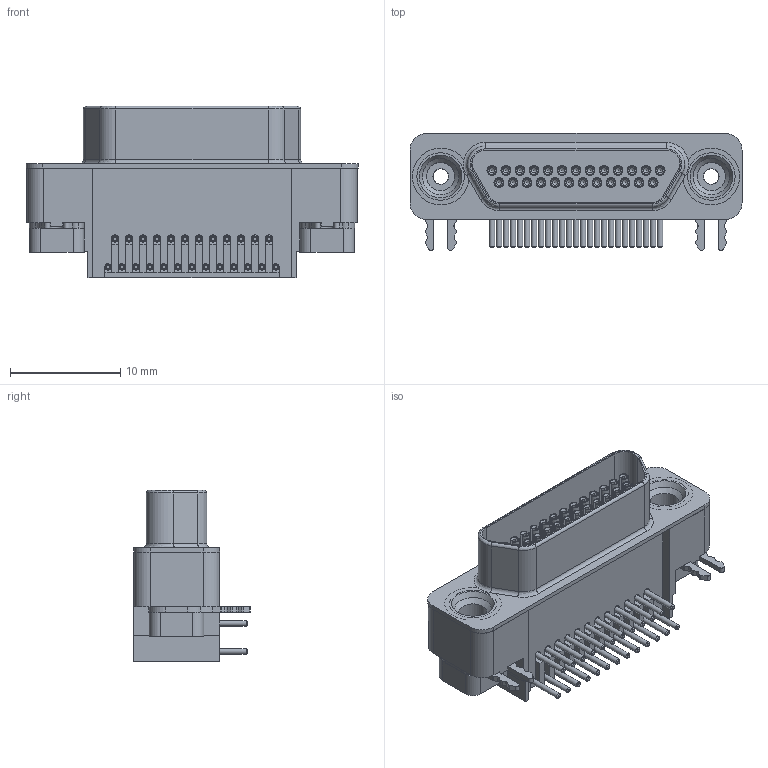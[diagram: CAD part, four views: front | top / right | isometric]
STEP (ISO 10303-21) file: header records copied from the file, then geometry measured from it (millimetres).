
FILE_DESCRIPTION (( 'STEP AP203' ), '1' );
FILE_NAME ('581-M25-213L461.STEP', '2020-07-06T18:49:11', ( '' ), ( '' ), 'SwSTEP 2.0', 'SolidWorks 2020', '' );
FILE_SCHEMA (( 'CONFIG_CONTROL_DESIGN' ));
Length unit declared in the file: millimetre
Products named in the file (1): 581-M25-213L461
Bounding box: 30.1 x 10.6 x 15.55 mm (x, y, z)
Volume: 1969 mm3; surface area: 5089.8 mm2
Topology: 32 solids, 32 shells, 1179 faces, 3111 edges, 2052 vertices
Faces by surface type: plane 651, cylinder 344, cone 114, bspline 70
Full cylindrical faces by diameter (mm): 0.5 x75, 0.7 x25, 0.85 x25, 0.9 x25, 1 x50, 1.42 x10, 2.55 x2, 3.95 x2, 4 x4
Entity records: 37741 total; most frequent: CARTESIAN_POINT 10839, DIRECTION 5510, ORIENTED_EDGE 5230, EDGE_CURVE 2615, AXIS2_PLACEMENT_3D 2062, VERTEX_POINT 1865, EDGE_LOOP 1596, FACE_OUTER_BOUND 1406
